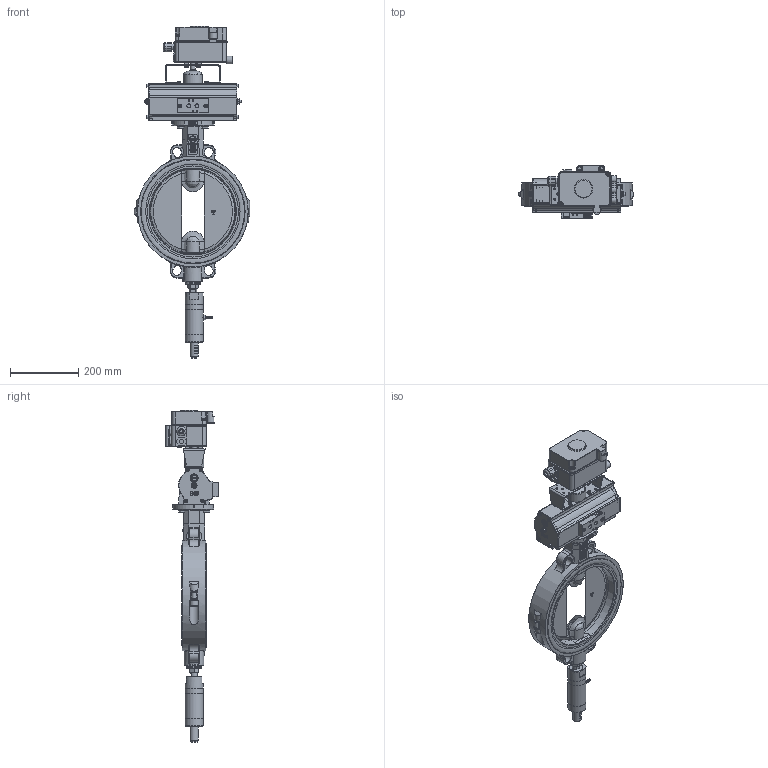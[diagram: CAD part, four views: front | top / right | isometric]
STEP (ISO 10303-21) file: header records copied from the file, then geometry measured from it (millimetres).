
FILE_DESCRIPTION((''),'2;1');
FILE_NAME('ZCVZ-250-0002.stp','2014-04-10T13:27:01',('hellwig'),(''),'Autodesk Inventor 2013','Autodesk Inventor 2013','');
FILE_SCHEMA(('AUTOMOTIVE_DESIGN { 1 0 10303 214 1 1 1 1 }'));
Length unit declared in the file: millimetre
Products named in the file (1): M27761_Shrinkwrap_1
Bounding box: 337 x 154.33 x 972.05 mm (x, y, z)
Volume: 6681343.4 mm3; surface area: 965550 mm2
Topology: 3 solids, 85 shells, 4675 faces, 11592 edges, 7122 vertices
Faces by surface type: plane 1911, cylinder 1091, bspline 880, torus 302, cone 299, sphere 172, revolution 20
Full cylindrical faces by diameter (mm): 1 x1, 2 x2, 2.5 x2, 3 x6, 3.2 x2, 3.242 x4, 4 x6, 4.134 x8, 4.567 x4, 4.917 x16, 5 x12, 5.459 x4, 5.5 x8, 6 x22, 6.5 x7, 6.6 x2, 6.647 x10, 6.7 x4, 7 x10, 7.5 x1, 8 x9, 8.376 x4, 8.7 x4, 9 x2, 9.188 x4, 10 x19, 10.106 x1, 10.5 x4, 10.8 x1, 11 x6
Entity records: 152557 total; most frequent: CARTESIAN_POINT 47403, ORIENTED_EDGE 21034, DIRECTION 18884, EDGE_CURVE 10517, AXIS2_PLACEMENT_3D 6923, VERTEX_POINT 6842, EDGE_LOOP 5713, VECTOR 5018
